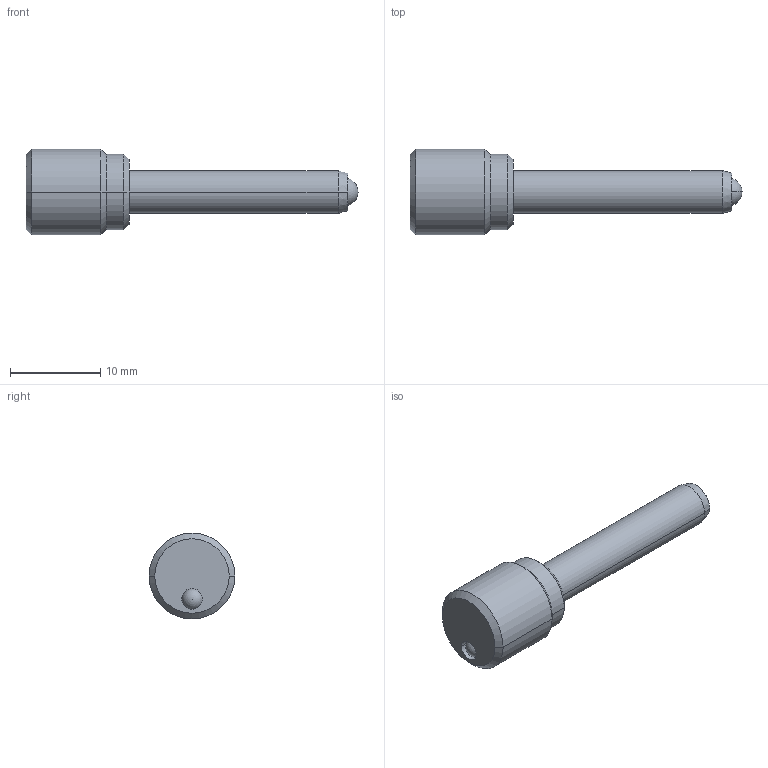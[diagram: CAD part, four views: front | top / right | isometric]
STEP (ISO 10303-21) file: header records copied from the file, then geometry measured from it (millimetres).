
FILE_DESCRIPTION (( 'STEP AP214' ), '1' );
FILE_NAME ('0714-E0W.STEP', '2008-07-28T15:38:40', ( '' ), ( '' ), 'SwSTEP 2.0', 'SolidWorks 2007', '' );
FILE_SCHEMA (( 'AUTOMOTIVE_DESIGN' ));
Length unit declared in the file: millimetre
Products named in the file (1): 0714-E0W
Bounding box: 36.83 x 9.53 x 9.53 mm (x, y, z)
Volume: 1197.5 mm3; surface area: 1147 mm2
Topology: 4 solids, 4 shells, 39 faces, 81 edges, 46 vertices
Faces by surface type: cylinder 14, cone 12, plane 7, sphere 6
Entity records: 1419 total; most frequent: DIRECTION 190, CARTESIAN_POINT 149, ORIENTED_EDGE 136, AXIS2_PLACEMENT_3D 82, EDGE_CURVE 68, UNCERTAINTY_MEASURE_WITH_UNIT 44, EDGE_LOOP 43, MECHANICAL_DESIGN_GEOMETRIC_PRESENTATION_REPRESENTATION 43
